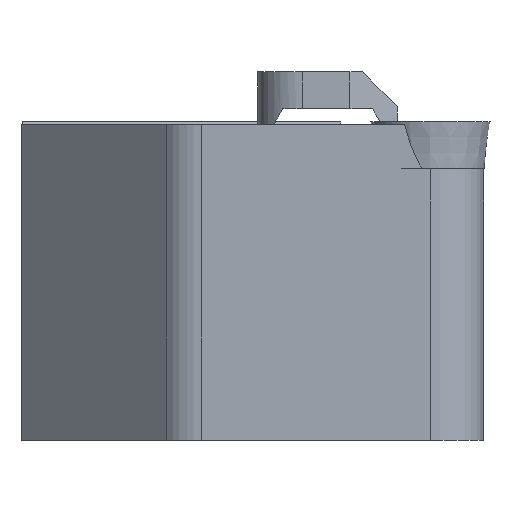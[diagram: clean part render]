
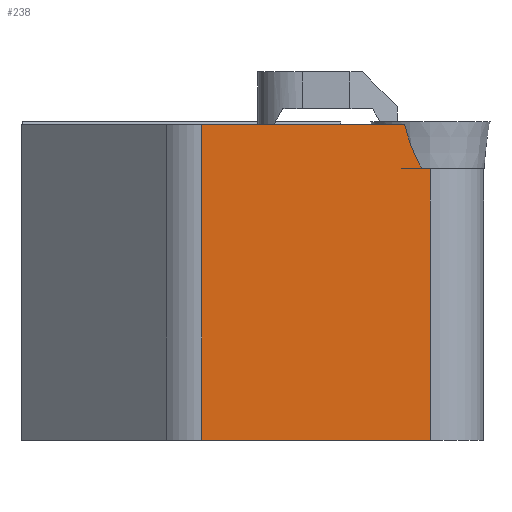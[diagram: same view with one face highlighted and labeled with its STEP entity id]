
A CAD part, left-side view. The second image highlights one B-rep face of the part: STEP entity #238.
In plain terms, the highlighted planar face has unit normal (-1, 0, 0).
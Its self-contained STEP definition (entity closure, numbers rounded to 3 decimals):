
#25=B_SPLINE_CURVE_WITH_KNOTS('',3,(#901,#902,#903,#904,#905,#906,#907,
#908,#909,#910,#911,#912,#913,#914,#915,#916),.UNSPECIFIED.,.F.,.F.,(4,
3,3,3,3,4),(0.,0.381,0.639,0.817,0.997,
1.),.UNSPECIFIED.);
#66=LINE('',#897,#123);
#67=LINE('',#919,#124);
#68=LINE('',#921,#125);
#69=LINE('',#923,#126);
#70=LINE('',#924,#127);
#123=VECTOR('',#730,1.);
#124=VECTOR('',#735,1.);
#125=VECTOR('',#736,1.);
#126=VECTOR('',#737,1.);
#127=VECTOR('',#738,1.);
#181=PLANE('',#620);
#208=FACE_OUTER_BOUND('',#276,.T.);
#238=ADVANCED_FACE('',(#208),#181,.F.);
#276=EDGE_LOOP('',(#373,#374,#375,#376,#377,#378));
#373=ORIENTED_EDGE('',*,*,#543,.F.);
#374=ORIENTED_EDGE('',*,*,#544,.F.);
#375=ORIENTED_EDGE('',*,*,#545,.T.);
#376=ORIENTED_EDGE('',*,*,#546,.F.);
#377=ORIENTED_EDGE('',*,*,#541,.T.);
#378=ORIENTED_EDGE('',*,*,#547,.F.);
#476=VERTEX_POINT('',#896);
#477=VERTEX_POINT('',#898);
#478=VERTEX_POINT('',#917);
#479=VERTEX_POINT('',#918);
#480=VERTEX_POINT('',#920);
#481=VERTEX_POINT('',#922);
#541=EDGE_CURVE('',#477,#476,#66,.T.);
#543=EDGE_CURVE('',#478,#479,#25,.T.);
#544=EDGE_CURVE('',#480,#478,#67,.T.);
#545=EDGE_CURVE('',#480,#481,#68,.T.);
#546=EDGE_CURVE('',#477,#481,#69,.T.);
#547=EDGE_CURVE('',#479,#476,#70,.T.);
#620=AXIS2_PLACEMENT_3D('',#925,#739,#740);
#730=DIRECTION('',(0.,0.,1.));
#735=DIRECTION('',(0.,-1.,0.));
#736=DIRECTION('',(0.,0.,-1.));
#737=DIRECTION('',(0.,1.,0.));
#738=DIRECTION('',(0.,-1.,0.));
#739=DIRECTION('',(1.,0.,0.));
#740=DIRECTION('',(0.,0.,-1.));
#896=CARTESIAN_POINT('',(0.634,-41.,-4.76));
#897=CARTESIAN_POINT('',(0.634,-41.,-35.));
#898=CARTESIAN_POINT('',(0.634,-41.,-32.));
#901=CARTESIAN_POINT('',(0.634,-38.398,-0.3));
#902=CARTESIAN_POINT('',(0.634,-38.565,-0.895));
#903=CARTESIAN_POINT('',(0.634,-38.744,-1.486));
#904=CARTESIAN_POINT('',(0.634,-38.945,-2.071));
#905=CARTESIAN_POINT('',(0.634,-39.081,-2.467));
#906=CARTESIAN_POINT('',(0.634,-39.227,-2.861));
#907=CARTESIAN_POINT('',(0.634,-39.392,-3.247));
#908=CARTESIAN_POINT('',(0.634,-39.505,-3.512));
#909=CARTESIAN_POINT('',(0.634,-39.627,-3.773));
#910=CARTESIAN_POINT('',(0.634,-39.766,-4.026));
#911=CARTESIAN_POINT('',(0.634,-39.906,-4.282));
#912=CARTESIAN_POINT('',(0.634,-40.062,-4.533));
#913=CARTESIAN_POINT('',(0.634,-40.257,-4.75));
#914=CARTESIAN_POINT('',(0.634,-40.26,-4.753));
#915=CARTESIAN_POINT('',(0.634,-40.263,-4.757));
#916=CARTESIAN_POINT('',(0.634,-40.266,-4.76));
#917=CARTESIAN_POINT('',(0.634,-38.398,-0.3));
#918=CARTESIAN_POINT('',(0.634,-40.266,-4.76));
#919=CARTESIAN_POINT('',(0.634,-41.,-0.3));
#920=CARTESIAN_POINT('',(0.634,-18.071,-0.3));
#921=CARTESIAN_POINT('',(0.634,-18.071,-35.));
#922=CARTESIAN_POINT('',(0.634,-18.071,-32.));
#923=CARTESIAN_POINT('',(0.634,-41.,-32.));
#924=CARTESIAN_POINT('',(0.634,-41.,-4.76));
#925=CARTESIAN_POINT('',(0.634,-41.,-35.));
